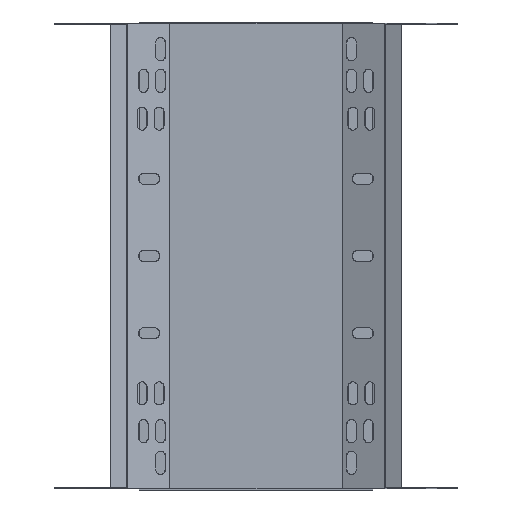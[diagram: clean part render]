
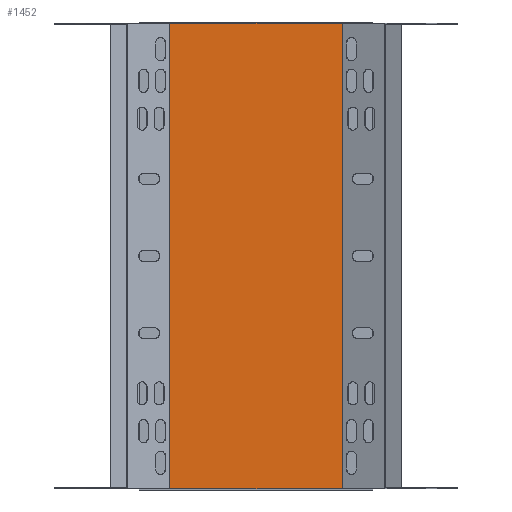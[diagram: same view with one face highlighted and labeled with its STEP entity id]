
A CAD part, front view. The second image highlights one B-rep face of the part: STEP entity #1452.
In plain terms, the highlighted planar face has unit normal (0, -1, 0).
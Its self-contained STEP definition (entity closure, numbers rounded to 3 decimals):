
#317 = EDGE_CURVE ( 'NONE', #5189, #1223, #5271, .T. ) ;
#650 = VERTEX_POINT ( 'NONE', #2850 ) ;
#1152 = VECTOR ( 'NONE', #3228, 1000. ) ;
#1223 = VERTEX_POINT ( 'NONE', #8208 ) ;
#1452 = ADVANCED_FACE ( 'NONE', ( #6378 ), #7274, .T. ) ;
#1734 = VECTOR ( 'NONE', #5666, 1000. ) ;
#1999 = LINE ( 'NONE', #4978, #1734 ) ;
#2326 = EDGE_CURVE ( 'NONE', #650, #3279, #8528, .T. ) ;
#2400 = LINE ( 'NONE', #4301, #5858 ) ;
#2850 = CARTESIAN_POINT ( 'NONE',  ( -55.75, -101., -150.8 ) ) ;
#3044 = EDGE_CURVE ( 'NONE', #650, #5189, #1999, .T. ) ;
#3228 = DIRECTION ( 'NONE',  ( 0., 0., 1. ) ) ;
#3279 = VERTEX_POINT ( 'NONE', #8836 ) ;
#3807 = CARTESIAN_POINT ( 'NONE',  ( 55.75, -101., -149. ) ) ;
#3810 = EDGE_CURVE ( 'NONE', #1223, #3279, #2400, .T. ) ;
#4301 = CARTESIAN_POINT ( 'NONE',  ( 56.881, -101., 150.8 ) ) ;
#4487 = DIRECTION ( 'NONE',  ( 0., 0., 1. ) ) ;
#4978 = CARTESIAN_POINT ( 'NONE',  ( -56.881, -101., -150.8 ) ) ;
#5189 = VERTEX_POINT ( 'NONE', #9025 ) ;
#5271 = LINE ( 'NONE', #3807, #6842 ) ;
#5599 = DIRECTION ( 'NONE',  ( -1., 0., 0. ) ) ;
#5666 = DIRECTION ( 'NONE',  ( 1., 0., 0. ) ) ;
#5858 = VECTOR ( 'NONE', #5599, 1000. ) ;
#5961 = DIRECTION ( 'NONE',  ( 0., -1., 0. ) ) ;
#6378 = FACE_OUTER_BOUND ( 'NONE', #6530, .T. ) ;
#6530 = EDGE_LOOP ( 'NONE', ( #7650, #7950, #6769, #8044 ) ) ;
#6769 = ORIENTED_EDGE ( 'NONE', *, *, #317, .T. ) ;
#6842 = VECTOR ( 'NONE', #4487, 1000. ) ;
#7274 = PLANE ( 'NONE',  #7285 ) ;
#7285 = AXIS2_PLACEMENT_3D ( 'NONE', #7921, #5961, #8574 ) ;
#7315 = CARTESIAN_POINT ( 'NONE',  ( -55.75, -101., -149. ) ) ;
#7650 = ORIENTED_EDGE ( 'NONE', *, *, #2326, .F. ) ;
#7921 = CARTESIAN_POINT ( 'NONE',  ( -55.75, -101., -149. ) ) ;
#7950 = ORIENTED_EDGE ( 'NONE', *, *, #3044, .T. ) ;
#8044 = ORIENTED_EDGE ( 'NONE', *, *, #3810, .T. ) ;
#8208 = CARTESIAN_POINT ( 'NONE',  ( 55.75, -101., 150.8 ) ) ;
#8528 = LINE ( 'NONE', #7315, #1152 ) ;
#8574 = DIRECTION ( 'NONE',  ( -1., 0., 0. ) ) ;
#8836 = CARTESIAN_POINT ( 'NONE',  ( -55.75, -101., 150.8 ) ) ;
#9025 = CARTESIAN_POINT ( 'NONE',  ( 55.75, -101., -150.8 ) ) ;
